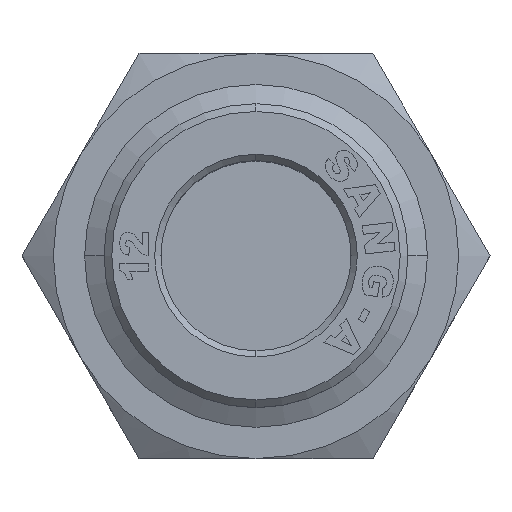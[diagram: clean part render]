
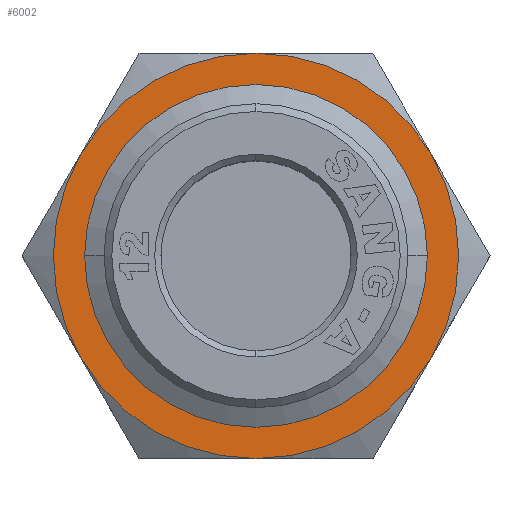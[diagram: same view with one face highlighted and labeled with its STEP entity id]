
A CAD part, top view. The second image highlights one B-rep face of the part: STEP entity #6002.
In plain terms, the highlighted face is planar.
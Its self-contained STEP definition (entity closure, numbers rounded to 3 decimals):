
#243 = CARTESIAN_POINT ( 'NONE',  ( -17.18, 0., 0. ) ) ;
#530 = FACE_OUTER_BOUND ( 'NONE', #773, .T. ) ;
#773 = EDGE_LOOP ( 'NONE', ( #3305, #8710, #8280, #6311, #7286, #8102 ) ) ;
#977 = DIRECTION ( 'NONE',  ( 1., 0., 0. ) ) ;
#1087 = EDGE_CURVE ( 'NONE', #9029, #7062, #6671, .T. ) ;
#1189 = CIRCLE ( 'NONE', #6609, 10.993 ) ;
#1239 = DIRECTION ( 'NONE',  ( 1., 0., 0. ) ) ;
#1721 = VERTEX_POINT ( 'NONE', #10671 ) ;
#1736 = CARTESIAN_POINT ( 'NONE',  ( -17.18, -6.5, 11.258 ) ) ;
#1940 = CARTESIAN_POINT ( 'NONE',  ( -17.18, 0., 0. ) ) ;
#1986 = DIRECTION ( 'NONE',  ( -1., 0., 0. ) ) ;
#2037 = DIRECTION ( 'NONE',  ( 0., 0., -1. ) ) ;
#2055 = FACE_BOUND ( 'NONE', #2497, .T. ) ;
#2497 = EDGE_LOOP ( 'NONE', ( #7056, #7940 ) ) ;
#2531 = AXIS2_PLACEMENT_3D ( 'NONE', #6471, #977, #8654 ) ;
#3022 = DIRECTION ( 'NONE',  ( 0., 1., 0. ) ) ;
#3171 = PLANE ( 'NONE',  #4464 ) ;
#3173 = DIRECTION ( 'NONE',  ( 0., 0., -1. ) ) ;
#3305 = ORIENTED_EDGE ( 'NONE', *, *, #12109, .F. ) ;
#3306 = CIRCLE ( 'NONE', #2531, 13. ) ;
#3462 = CARTESIAN_POINT ( 'NONE',  ( -17.18, -13., 0. ) ) ;
#3691 = AXIS2_PLACEMENT_3D ( 'NONE', #6412, #11898, #3173 ) ;
#4027 = CIRCLE ( 'NONE', #3691, 13. ) ;
#4464 = AXIS2_PLACEMENT_3D ( 'NONE', #6405, #7633, #13905 ) ;
#5914 = AXIS2_PLACEMENT_3D ( 'NONE', #243, #1239, #12129 ) ;
#6002 = ADVANCED_FACE ( 'NONE', ( #2055, #530 ), #3171, .F. ) ;
#6207 = CARTESIAN_POINT ( 'NONE',  ( -17.18, 0., 0. ) ) ;
#6311 = ORIENTED_EDGE ( 'NONE', *, *, #10065, .F. ) ;
#6405 = CARTESIAN_POINT ( 'NONE',  ( -17.18, 0., 0. ) ) ;
#6412 = CARTESIAN_POINT ( 'NONE',  ( -17.18, 0., 0. ) ) ;
#6471 = CARTESIAN_POINT ( 'NONE',  ( -17.18, 0., 0. ) ) ;
#6475 = EDGE_CURVE ( 'NONE', #13657, #13931, #12588, .T. ) ;
#6556 = CIRCLE ( 'NONE', #12757, 10.993 ) ;
#6609 = AXIS2_PLACEMENT_3D ( 'NONE', #11673, #8396, #2037 ) ;
#6671 = CIRCLE ( 'NONE', #10450, 13. ) ;
#7056 = ORIENTED_EDGE ( 'NONE', *, *, #7545, .F. ) ;
#7062 = VERTEX_POINT ( 'NONE', #1736 ) ;
#7097 = CARTESIAN_POINT ( 'NONE',  ( -17.18, 6.5, 11.258 ) ) ;
#7181 = CARTESIAN_POINT ( 'NONE',  ( -17.18, -6.5, -11.258 ) ) ;
#7286 = ORIENTED_EDGE ( 'NONE', *, *, #1087, .F. ) ;
#7545 = EDGE_CURVE ( 'NONE', #9711, #1721, #6556, .T. ) ;
#7633 = DIRECTION ( 'NONE',  ( 1., 0., 0. ) ) ;
#7748 = VERTEX_POINT ( 'NONE', #3462 ) ;
#7940 = ORIENTED_EDGE ( 'NONE', *, *, #10369, .F. ) ;
#8102 = ORIENTED_EDGE ( 'NONE', *, *, #13767, .F. ) ;
#8280 = ORIENTED_EDGE ( 'NONE', *, *, #8565, .F. ) ;
#8349 = DIRECTION ( 'NONE',  ( 0., 0., -1. ) ) ;
#8396 = DIRECTION ( 'NONE',  ( -1., 0., 0. ) ) ;
#8565 = EDGE_CURVE ( 'NONE', #7748, #13657, #4027, .T. ) ;
#8654 = DIRECTION ( 'NONE',  ( 0., 1., 0. ) ) ;
#8710 = ORIENTED_EDGE ( 'NONE', *, *, #6475, .F. ) ;
#9029 = VERTEX_POINT ( 'NONE', #7097 ) ;
#9103 = VERTEX_POINT ( 'NONE', #10747 ) ;
#9458 = DIRECTION ( 'NONE',  ( 1., 0., 0. ) ) ;
#9711 = VERTEX_POINT ( 'NONE', #13227 ) ;
#10065 = EDGE_CURVE ( 'NONE', #7062, #7748, #13575, .T. ) ;
#10284 = CARTESIAN_POINT ( 'NONE',  ( -17.18, 6.5, -11.258 ) ) ;
#10369 = EDGE_CURVE ( 'NONE', #1721, #9711, #1189, .T. ) ;
#10450 = AXIS2_PLACEMENT_3D ( 'NONE', #13360, #12143, #12227 ) ;
#10671 = CARTESIAN_POINT ( 'NONE',  ( -17.18, 0., 10.993 ) ) ;
#10747 = CARTESIAN_POINT ( 'NONE',  ( -17.18, 13., 0. ) ) ;
#11303 = DIRECTION ( 'NONE',  ( 1., 0., 0. ) ) ;
#11673 = CARTESIAN_POINT ( 'NONE',  ( -17.18, 0., 0. ) ) ;
#11898 = DIRECTION ( 'NONE',  ( 1., 0., 0. ) ) ;
#12109 = EDGE_CURVE ( 'NONE', #13931, #9103, #12963, .T. ) ;
#12129 = DIRECTION ( 'NONE',  ( 0., 1., 0. ) ) ;
#12133 = AXIS2_PLACEMENT_3D ( 'NONE', #1940, #9458, #3022 ) ;
#12143 = DIRECTION ( 'NONE',  ( 1., 0., 0. ) ) ;
#12227 = DIRECTION ( 'NONE',  ( 0., 1., 0. ) ) ;
#12316 = CARTESIAN_POINT ( 'NONE',  ( -17.18, 0., 0. ) ) ;
#12588 = CIRCLE ( 'NONE', #12133, 13. ) ;
#12757 = AXIS2_PLACEMENT_3D ( 'NONE', #6207, #1986, #8349 ) ;
#12963 = CIRCLE ( 'NONE', #13590, 13. ) ;
#13227 = CARTESIAN_POINT ( 'NONE',  ( -17.18, 0., -10.993 ) ) ;
#13360 = CARTESIAN_POINT ( 'NONE',  ( -17.18, 0., 0. ) ) ;
#13407 = DIRECTION ( 'NONE',  ( 0., 1., 0. ) ) ;
#13575 = CIRCLE ( 'NONE', #5914, 13. ) ;
#13590 = AXIS2_PLACEMENT_3D ( 'NONE', #12316, #11303, #13407 ) ;
#13657 = VERTEX_POINT ( 'NONE', #7181 ) ;
#13767 = EDGE_CURVE ( 'NONE', #9103, #9029, #3306, .T. ) ;
#13905 = DIRECTION ( 'NONE',  ( 0., 0., -1. ) ) ;
#13931 = VERTEX_POINT ( 'NONE', #10284 ) ;
